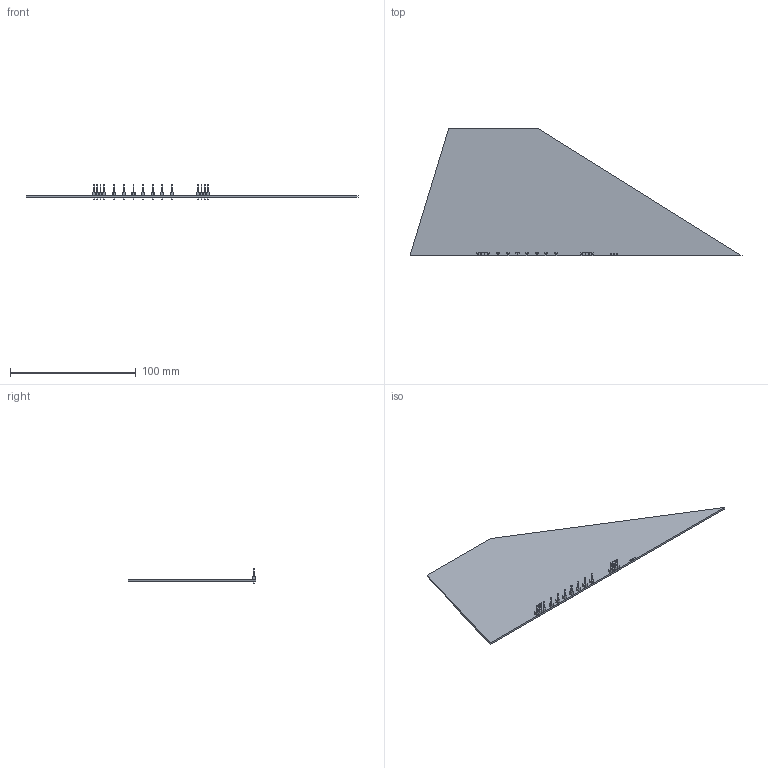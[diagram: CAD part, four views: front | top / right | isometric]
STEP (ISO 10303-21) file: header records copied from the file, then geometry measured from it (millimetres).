
FILE_DESCRIPTION(('KiCad electronic assembly'),'2;1');
FILE_NAME('SGTC_Center.step','2025-09-07T15:46:46',('Pcbnew'),('Kicad'), 'Open CASCADE STEP processor 7.9','KiCad to STEP converter','Unknown' );
FILE_SCHEMA(('AUTOMOTIVE_DESIGN { 1 0 10303 214 1 1 1 1 }'));
Length unit declared in the file: millimetre
Products named in the file (4): SGTC_Center 1; PinHeader_1x01_P2.54mm_Vertical; PinHeader_1x04_P2.54mm_Vertical; SGTC_Center_PCB
Assembly tree (10 placements, depth 2):
  SGTC_Center 1
    PinHeader_1x01_P2.54mm_Vertical  x7
    PinHeader_1x04_P2.54mm_Vertical  x2
    SGTC_Center_PCB
Bounding box: 264.05 x 101.62 x 11.54 mm (x, y, z)
Volume: 25970.9 mm3; surface area: 35877.2 mm2
Topology: 10 solids, 10 shells, 421 faces, 993 edges, 622 vertices
Faces by surface type: plane 403, cylinder 18
Full cylindrical faces by diameter (mm): 1 x18
Entity records: 5458 total; most frequent: CARTESIAN_POINT 769, ORIENTED_EDGE 742, DIRECTION 735, EDGE_CURVE 371, LINE 335, VECTOR 335, VERTEX_POINT 234, AXIS2_PLACEMENT_3D 200
